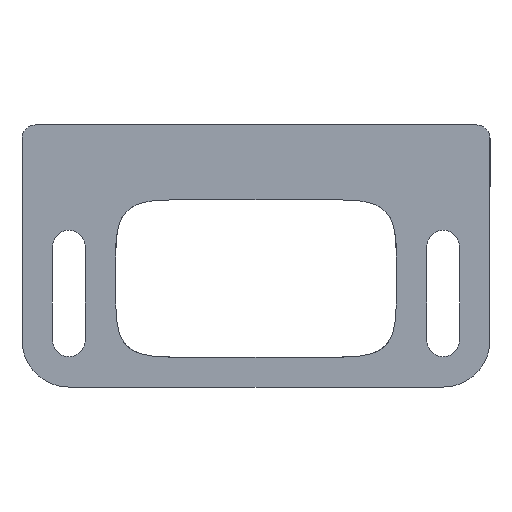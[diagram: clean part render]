
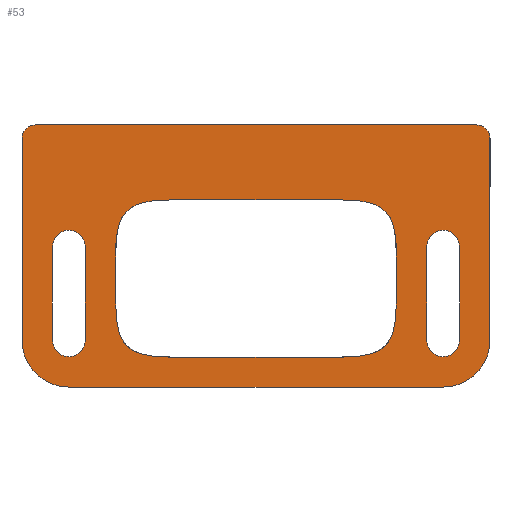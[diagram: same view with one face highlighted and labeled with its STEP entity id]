
A CAD part, front view. The second image highlights one B-rep face of the part: STEP entity #53.
In plain terms, the highlighted planar face has unit normal (0, -1, 0).
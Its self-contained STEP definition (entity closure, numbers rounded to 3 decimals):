
#53=ADVANCED_FACE('',(#118,#120,#122,#124),#126,.T.);
#118=FACE_BOUND('',#119,.T.);
#119=EDGE_LOOP('',(#1165,#1166,#1167,#1168,#1169,#1170,#1171,#1172));
#120=FACE_BOUND('',#121,.T.);
#121=EDGE_LOOP('',(#1173,#1174,#1175,#1176,#1177,#1178,#1179,#1180));
#122=FACE_BOUND('',#123,.T.);
#123=EDGE_LOOP('',(#1181,#1182,#1183,#1184));
#124=FACE_BOUND('',#125,.T.);
#125=EDGE_LOOP('',(#1185,#1186,#1187,#1188));
#126=PLANE('',#127);
#127=AXIS2_PLACEMENT_3D('',#128,#129,#130);
#128=CARTESIAN_POINT('',(0.,0.,3.5));
#129=DIRECTION('',(0.,-1.,0.));
#130=DIRECTION('',(1.,0.,0.));
#1165=ORIENTED_EDGE('',*,*,#1523,.F.);
#1166=ORIENTED_EDGE('',*,*,#1524,.T.);
#1167=ORIENTED_EDGE('',*,*,#1525,.T.);
#1168=ORIENTED_EDGE('',*,*,#1526,.F.);
#1169=ORIENTED_EDGE('',*,*,#1527,.F.);
#1170=ORIENTED_EDGE('',*,*,#1528,.T.);
#1171=ORIENTED_EDGE('',*,*,#1529,.T.);
#1172=ORIENTED_EDGE('',*,*,#1530,.T.);
#1173=ORIENTED_EDGE('',*,*,#1531,.F.);
#1174=ORIENTED_EDGE('',*,*,#1532,.T.);
#1175=ORIENTED_EDGE('',*,*,#1533,.F.);
#1176=ORIENTED_EDGE('',*,*,#1534,.F.);
#1177=ORIENTED_EDGE('',*,*,#1535,.T.);
#1178=ORIENTED_EDGE('',*,*,#1536,.F.);
#1179=ORIENTED_EDGE('',*,*,#1537,.T.);
#1180=ORIENTED_EDGE('',*,*,#1538,.F.);
#1181=ORIENTED_EDGE('',*,*,#1539,.T.);
#1182=ORIENTED_EDGE('',*,*,#1540,.T.);
#1183=ORIENTED_EDGE('',*,*,#1541,.T.);
#1184=ORIENTED_EDGE('',*,*,#1542,.T.);
#1185=ORIENTED_EDGE('',*,*,#1543,.F.);
#1186=ORIENTED_EDGE('',*,*,#1544,.F.);
#1187=ORIENTED_EDGE('',*,*,#1545,.F.);
#1188=ORIENTED_EDGE('',*,*,#1546,.F.);
#1523=EDGE_CURVE('',#1702,#1703,#1704,.F.);
#1524=EDGE_CURVE('',#1702,#1705,#1706,.T.);
#1525=EDGE_CURVE('',#1705,#1707,#1708,.F.);
#1526=EDGE_CURVE('',#1709,#1707,#1710,.T.);
#1527=EDGE_CURVE('',#1711,#1709,#1712,.T.);
#1528=EDGE_CURVE('',#1711,#1713,#1714,.T.);
#1529=EDGE_CURVE('',#1713,#1715,#1716,.T.);
#1530=EDGE_CURVE('',#1715,#1703,#1717,.T.);
#1531=EDGE_CURVE('',#1718,#1719,#1720,.F.);
#1532=EDGE_CURVE('',#1718,#1721,#1722,.T.);
#1533=EDGE_CURVE('',#1723,#1721,#1724,.F.);
#1534=EDGE_CURVE('',#1725,#1723,#1726,.T.);
#1535=EDGE_CURVE('',#1725,#1727,#1728,.F.);
#1536=EDGE_CURVE('',#1729,#1727,#1730,.T.);
#1537=EDGE_CURVE('',#1729,#1731,#1732,.F.);
#1538=EDGE_CURVE('',#1719,#1731,#1733,.T.);
#1539=EDGE_CURVE('',#1734,#1735,#1736,.F.);
#1540=EDGE_CURVE('',#1735,#1737,#1738,.F.);
#1541=EDGE_CURVE('',#1737,#1739,#1740,.F.);
#1542=EDGE_CURVE('',#1739,#1734,#1741,.F.);
#1543=EDGE_CURVE('',#1742,#1743,#1744,.F.);
#1544=EDGE_CURVE('',#1745,#1742,#1746,.F.);
#1545=EDGE_CURVE('',#1747,#1745,#1748,.F.);
#1546=EDGE_CURVE('',#1743,#1747,#1749,.F.);
#1702=VERTEX_POINT('',#1995);
#1703=VERTEX_POINT('',#1996);
#1704=CIRCLE('',#1997,1.414);
#1705=VERTEX_POINT('',#2001);
#1706=LINE('',#2002,#2003);
#1707=VERTEX_POINT('',#2005);
#1708=CIRCLE('',#2006,1.414);
#1709=VERTEX_POINT('',#2010);
#1710=LINE('',#2011,#2012);
#1711=VERTEX_POINT('',#2014);
#1712=CIRCLE('',#2015,5.);
#1713=VERTEX_POINT('',#2019);
#1714=LINE('',#2020,#2021);
#1715=VERTEX_POINT('',#2023);
#1716=CIRCLE('',#2024,5.);
#1717=LINE('',#2028,#2029);
#1718=VERTEX_POINT('',#2031);
#1719=VERTEX_POINT('',#2032);
#1720=(BOUNDED_CURVE()B_SPLINE_CURVE(2,
(#2033,#2034,#2035),
.UNSPECIFIED.,.F.,.F.)B_SPLINE_CURVE_WITH_KNOTS((3,3),
(0.,1.),
.UNSPECIFIED.)CURVE()GEOMETRIC_REPRESENTATION_ITEM()RATIONAL_B_SPLINE_CURVE((1.,
1.5,1.))REPRESENTATION_ITEM(''));
#1721=VERTEX_POINT('',#2036);
#1722=LINE('',#2037,#2038);
#1723=VERTEX_POINT('',#2040);
#1724=(BOUNDED_CURVE()B_SPLINE_CURVE(2,
(#2041,#2042,#2043),
.UNSPECIFIED.,.F.,.F.)B_SPLINE_CURVE_WITH_KNOTS((3,3),
(0.,1.),
.UNSPECIFIED.)CURVE()GEOMETRIC_REPRESENTATION_ITEM()RATIONAL_B_SPLINE_CURVE((1.,
1.5,1.))REPRESENTATION_ITEM(''));
#1725=VERTEX_POINT('',#2044);
#1726=LINE('',#2045,#2046);
#1727=VERTEX_POINT('',#2048);
#1728=(BOUNDED_CURVE()B_SPLINE_CURVE(2,
(#2049,#2050,#2051),
.UNSPECIFIED.,.F.,.F.)B_SPLINE_CURVE_WITH_KNOTS((3,3),
(0.,1.),
.UNSPECIFIED.)CURVE()GEOMETRIC_REPRESENTATION_ITEM()RATIONAL_B_SPLINE_CURVE((1.,
1.5,1.))REPRESENTATION_ITEM(''));
#1729=VERTEX_POINT('',#2052);
#1730=LINE('',#2053,#2054);
#1731=VERTEX_POINT('',#2056);
#1732=(BOUNDED_CURVE()B_SPLINE_CURVE(2,
(#2057,#2058,#2059),
.UNSPECIFIED.,.F.,.F.)B_SPLINE_CURVE_WITH_KNOTS((3,3),
(0.,1.),
.UNSPECIFIED.)CURVE()GEOMETRIC_REPRESENTATION_ITEM()RATIONAL_B_SPLINE_CURVE((1.,
1.5,1.))REPRESENTATION_ITEM(''));
#1733=LINE('',#2060,#2061);
#1734=VERTEX_POINT('',#2063);
#1735=VERTEX_POINT('',#2064);
#1736=LINE('',#2065,#2066);
#1737=VERTEX_POINT('',#2068);
#1738=CIRCLE('',#2069,1.75);
#1739=VERTEX_POINT('',#2073);
#1740=LINE('',#2074,#2075);
#1741=CIRCLE('',#2077,1.75);
#1742=VERTEX_POINT('',#2081);
#1743=VERTEX_POINT('',#2082);
#1744=CIRCLE('',#2083,1.75);
#1745=VERTEX_POINT('',#2087);
#1746=LINE('',#2088,#2089);
#1747=VERTEX_POINT('',#2091);
#1748=CIRCLE('',#2092,1.75);
#1749=LINE('',#2096,#2097);
#1995=CARTESIAN_POINT('',(23.586,0.,11.5));
#1996=CARTESIAN_POINT('',(25.,0.,10.086));
#1997=AXIS2_PLACEMENT_3D('',#1998,#1999,#2000);
#1998=CARTESIAN_POINT('',(23.586,0.,10.086));
#1999=DIRECTION('',(0.,-1.,0.));
#2000=DIRECTION('',(1.,0.,0.));
#2001=CARTESIAN_POINT('',(-23.586,0.,11.5));
#2002=CARTESIAN_POINT('',(23.586,0.,11.5));
#2003=VECTOR('',#2004,1.);
#2004=DIRECTION('',(-1.,0.,0.));
#2005=CARTESIAN_POINT('',(-25.,0.,10.086));
#2006=AXIS2_PLACEMENT_3D('',#2007,#2008,#2009);
#2007=CARTESIAN_POINT('',(-23.586,0.,10.086));
#2008=DIRECTION('',(0.,1.,0.));
#2009=DIRECTION('',(-1.,0.,0.));
#2010=CARTESIAN_POINT('',(-25.,0.,-11.5));
#2011=CARTESIAN_POINT('',(-25.,0.,-11.5));
#2012=VECTOR('',#2013,1.);
#2013=DIRECTION('',(0.,0.,1.));
#2014=CARTESIAN_POINT('',(-20.,0.,-16.5));
#2015=AXIS2_PLACEMENT_3D('',#2016,#2017,#2018);
#2016=CARTESIAN_POINT('',(-20.,0.,-11.5));
#2017=DIRECTION('',(0.,1.,0.));
#2018=DIRECTION('',(0.,0.,-1.));
#2019=CARTESIAN_POINT('',(20.,0.,-16.5));
#2020=CARTESIAN_POINT('',(-20.,0.,-16.5));
#2021=VECTOR('',#2022,1.);
#2022=DIRECTION('',(1.,0.,0.));
#2023=CARTESIAN_POINT('',(25.,0.,-11.5));
#2024=AXIS2_PLACEMENT_3D('',#2025,#2026,#2027);
#2025=CARTESIAN_POINT('',(20.,0.,-11.5));
#2026=DIRECTION('',(0.,-1.,0.));
#2027=DIRECTION('',(0.,0.,-1.));
#2028=CARTESIAN_POINT('',(25.,0.,-11.5));
#2029=VECTOR('',#2030,1.);
#2030=DIRECTION('',(0.,0.,1.));
#2031=CARTESIAN_POINT('',(15.,0.,-2.5));
#2032=CARTESIAN_POINT('',(9.,0.,3.5));
#2033=CARTESIAN_POINT('',(9.,0.,3.5));
#2034=CARTESIAN_POINT('',(15.,0.,3.5));
#2035=CARTESIAN_POINT('',(15.,0.,-2.5));
#2036=CARTESIAN_POINT('',(15.,0.,-7.3));
#2037=CARTESIAN_POINT('',(15.,0.,-2.5));
#2038=VECTOR('',#2039,1.);
#2039=DIRECTION('',(0.,0.,-1.));
#2040=CARTESIAN_POINT('',(9.,0.,-13.3));
#2041=CARTESIAN_POINT('',(15.,0.,-7.3));
#2042=CARTESIAN_POINT('',(15.,0.,-13.3));
#2043=CARTESIAN_POINT('',(9.,0.,-13.3));
#2044=CARTESIAN_POINT('',(-9.,0.,-13.3));
#2045=CARTESIAN_POINT('',(-9.,0.,-13.3));
#2046=VECTOR('',#2047,1.);
#2047=DIRECTION('',(1.,0.,0.));
#2048=CARTESIAN_POINT('',(-15.,0.,-7.3));
#2049=CARTESIAN_POINT('',(-15.,0.,-7.3));
#2050=CARTESIAN_POINT('',(-15.,0.,-13.3));
#2051=CARTESIAN_POINT('',(-9.,0.,-13.3));
#2052=CARTESIAN_POINT('',(-15.,0.,-2.5));
#2053=CARTESIAN_POINT('',(-15.,0.,-2.5));
#2054=VECTOR('',#2055,1.);
#2055=DIRECTION('',(0.,0.,-1.));
#2056=CARTESIAN_POINT('',(-9.,0.,3.5));
#2057=CARTESIAN_POINT('',(-9.,0.,3.5));
#2058=CARTESIAN_POINT('',(-15.,0.,3.5));
#2059=CARTESIAN_POINT('',(-15.,0.,-2.5));
#2060=CARTESIAN_POINT('',(9.,0.,3.5));
#2061=VECTOR('',#2062,1.);
#2062=DIRECTION('',(-1.,0.,0.));
#2063=CARTESIAN_POINT('',(21.75,0.,-1.5));
#2064=CARTESIAN_POINT('',(21.75,0.,-11.5));
#2065=CARTESIAN_POINT('',(21.75,0.,-11.5));
#2066=VECTOR('',#2067,1.);
#2067=DIRECTION('',(0.,0.,1.));
#2068=CARTESIAN_POINT('',(18.25,0.,-11.5));
#2069=AXIS2_PLACEMENT_3D('',#2070,#2071,#2072);
#2070=CARTESIAN_POINT('',(20.,0.,-11.5));
#2071=DIRECTION('',(0.,-1.,0.));
#2072=DIRECTION('',(-1.,0.,0.));
#2073=CARTESIAN_POINT('',(18.25,0.,-1.5));
#2074=CARTESIAN_POINT('',(18.25,0.,-1.5));
#2075=VECTOR('',#2076,1.);
#2076=DIRECTION('',(0.,0.,-1.));
#2077=AXIS2_PLACEMENT_3D('',#2078,#2079,#2080);
#2078=CARTESIAN_POINT('',(20.,0.,-1.5));
#2079=DIRECTION('',(0.,-1.,0.));
#2080=DIRECTION('',(1.,0.,0.));
#2081=CARTESIAN_POINT('',(-18.25,0.,-1.5));
#2082=CARTESIAN_POINT('',(-21.75,0.,-1.5));
#2083=AXIS2_PLACEMENT_3D('',#2084,#2085,#2086);
#2084=CARTESIAN_POINT('',(-20.,0.,-1.5));
#2085=DIRECTION('',(0.,1.,0.));
#2086=DIRECTION('',(-1.,0.,0.));
#2087=CARTESIAN_POINT('',(-18.25,0.,-11.5));
#2088=CARTESIAN_POINT('',(-18.25,0.,-1.5));
#2089=VECTOR('',#2090,1.);
#2090=DIRECTION('',(0.,0.,-1.));
#2091=CARTESIAN_POINT('',(-21.75,0.,-11.5));
#2092=AXIS2_PLACEMENT_3D('',#2093,#2094,#2095);
#2093=CARTESIAN_POINT('',(-20.,0.,-11.5));
#2094=DIRECTION('',(0.,1.,0.));
#2095=DIRECTION('',(1.,0.,0.));
#2096=CARTESIAN_POINT('',(-21.75,0.,-11.5));
#2097=VECTOR('',#2098,1.);
#2098=DIRECTION('',(0.,0.,1.));
